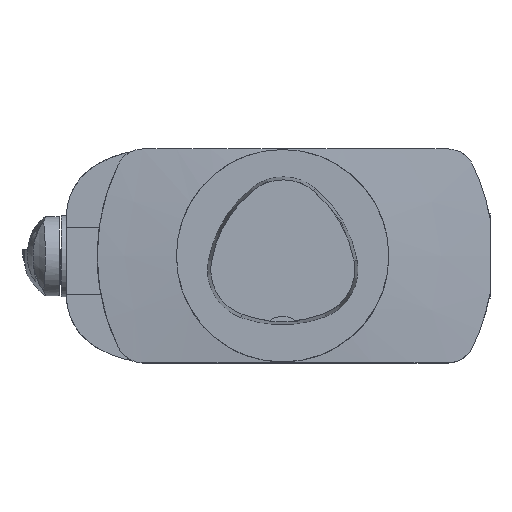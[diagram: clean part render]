
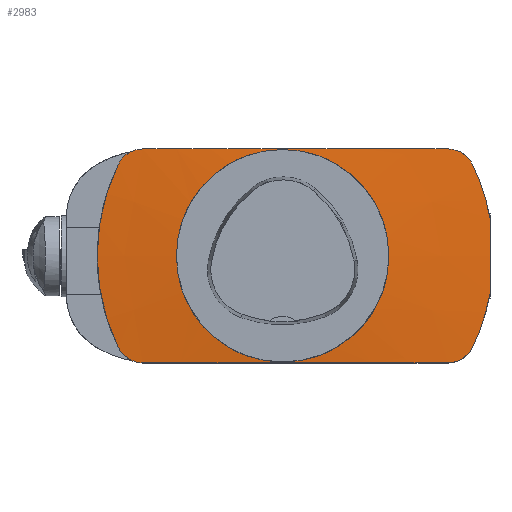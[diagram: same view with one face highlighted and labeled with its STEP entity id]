
A CAD part, top view. The second image highlights one B-rep face of the part: STEP entity #2983.
In plain terms, the highlighted conical face has half-angle 85 degrees and reference radius 31.5 mm.
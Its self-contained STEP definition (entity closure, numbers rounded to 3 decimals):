
#2331=CONICAL_SURFACE('',#10597,31.5,85.);
#2450=B_SPLINE_CURVE_WITH_KNOTS('',3,(#13518,#13519,#13520,#13521,#13522,
#13523),.UNSPECIFIED.,.F.,.F.,(4,2,4),(0.,0.5,1.),.UNSPECIFIED.);
#2451=B_SPLINE_CURVE_WITH_KNOTS('',3,(#13543,#13544,#13545,#13546,#13547,
#13548,#13549,#13550,#13551,#13552),.UNSPECIFIED.,.F.,.F.,(4,2,2,2,4),(0.,
0.25,0.5,0.75,1.),.UNSPECIFIED.);
#2456=B_SPLINE_CURVE_WITH_KNOTS('',3,(#13603,#13604,#13605,#13606),
 .UNSPECIFIED.,.F.,.F.,(4,4),(0.,1.),.UNSPECIFIED.);
#2457=B_SPLINE_CURVE_WITH_KNOTS('',3,(#13607,#13608,#13609,#13610),
 .UNSPECIFIED.,.F.,.F.,(4,4),(0.,1.),.UNSPECIFIED.);
#2458=B_SPLINE_CURVE_WITH_KNOTS('',3,(#13612,#13613,#13614,#13615,#13616,
#13617),.UNSPECIFIED.,.F.,.F.,(4,2,4),(0.,0.5,1.),.UNSPECIFIED.);
#2459=B_SPLINE_CURVE_WITH_KNOTS('',3,(#13619,#13620,#13621,#13622),
 .UNSPECIFIED.,.F.,.F.,(4,4),(0.,1.),.UNSPECIFIED.);
#2460=B_SPLINE_CURVE_WITH_KNOTS('',3,(#13623,#13624,#13625,#13626),
 .UNSPECIFIED.,.F.,.F.,(4,4),(0.,1.),.UNSPECIFIED.);
#2461=B_SPLINE_CURVE_WITH_KNOTS('',3,(#13627,#13628,#13629,#13630),
 .UNSPECIFIED.,.F.,.F.,(4,4),(0.,1.),.UNSPECIFIED.);
#2844=FACE_BOUND('',#4160,.T.);
#2845=FACE_BOUND('',#4161,.T.);
#2983=ADVANCED_FACE('',(#2844,#2845),#2331,.T.);
#4160=EDGE_LOOP('',(#4984));
#4161=EDGE_LOOP('',(#4985,#4986,#4987,#4988,#4989,#4990,#4991,#4992,#4993,
#4994));
#4672=CIRCLE('',#10566,31.5);
#4679=CIRCLE('',#10591,62.5);
#4682=CIRCLE('',#10595,62.5);
#4984=ORIENTED_EDGE('',*,*,#7926,.T.);
#4985=ORIENTED_EDGE('',*,*,#7984,.F.);
#4986=ORIENTED_EDGE('',*,*,#7982,.F.);
#4987=ORIENTED_EDGE('',*,*,#7985,.T.);
#4988=ORIENTED_EDGE('',*,*,#7986,.F.);
#4989=ORIENTED_EDGE('',*,*,#7987,.T.);
#4990=ORIENTED_EDGE('',*,*,#7966,.T.);
#4991=ORIENTED_EDGE('',*,*,#7988,.T.);
#4992=ORIENTED_EDGE('',*,*,#7955,.F.);
#4993=ORIENTED_EDGE('',*,*,#7989,.T.);
#4994=ORIENTED_EDGE('',*,*,#7974,.F.);
#7167=VERTEX_POINT('',#13461);
#7193=VERTEX_POINT('',#13517);
#7194=VERTEX_POINT('',#13524);
#7198=VERTEX_POINT('',#13542);
#7199=VERTEX_POINT('',#13553);
#7204=VERTEX_POINT('',#13580);
#7205=VERTEX_POINT('',#13582);
#7210=VERTEX_POINT('',#13598);
#7211=VERTEX_POINT('',#13600);
#7212=VERTEX_POINT('',#13611);
#7213=VERTEX_POINT('',#13618);
#7926=EDGE_CURVE('',#7167,#7167,#4672,.T.);
#7955=EDGE_CURVE('',#7193,#7194,#2450,.T.);
#7966=EDGE_CURVE('',#7199,#7198,#2451,.T.);
#7974=EDGE_CURVE('',#7204,#7205,#4679,.T.);
#7982=EDGE_CURVE('',#7210,#7211,#4682,.T.);
#7984=EDGE_CURVE('',#7211,#7204,#2456,.T.);
#7985=EDGE_CURVE('',#7210,#7212,#2457,.T.);
#7986=EDGE_CURVE('',#7213,#7212,#2458,.T.);
#7987=EDGE_CURVE('',#7213,#7199,#2459,.T.);
#7988=EDGE_CURVE('',#7198,#7194,#2460,.T.);
#7989=EDGE_CURVE('',#7193,#7205,#2461,.T.);
#10566=AXIS2_PLACEMENT_3D('',#13460,#11376,#11377);
#10591=AXIS2_PLACEMENT_3D('',#13581,#11452,#11453);
#10595=AXIS2_PLACEMENT_3D('',#13599,#11464,#11465);
#10597=AXIS2_PLACEMENT_3D('',#13631,#11469,#11470);
#11376=DIRECTION('',(0.,0.,-1.));
#11377=DIRECTION('',(-1.,0.,0.));
#11452=DIRECTION('',(0.,0.,-1.));
#11453=DIRECTION('',(-1.,0.,0.));
#11464=DIRECTION('',(0.,0.,-1.));
#11465=DIRECTION('',(-1.,0.,0.));
#11469=DIRECTION('',(0.,0.,-1.));
#11470=DIRECTION('',(-1.,0.,0.));
#13460=CARTESIAN_POINT('',(0.,0.,-22.1));
#13461=CARTESIAN_POINT('',(-31.5,0.,-22.1));
#13517=CARTESIAN_POINT('',(49.077,-31.7,-24.456));
#13518=CARTESIAN_POINT('',(49.077,-31.7,-24.456));
#13519=CARTESIAN_POINT('',(34.001,-31.7,-23.348));
#13520=CARTESIAN_POINT('',(18.923,-31.7,-22.295));
#13521=CARTESIAN_POINT('',(-11.309,-31.7,-21.98));
#13522=CARTESIAN_POINT('',(-26.44,-31.7,-22.866));
#13523=CARTESIAN_POINT('',(-41.521,-31.7,-23.914));
#13524=CARTESIAN_POINT('',(-41.521,-31.7,-23.914));
#13542=CARTESIAN_POINT('',(-48.71,-27.211,-24.226));
#13543=CARTESIAN_POINT('',(-48.71,27.211,-24.226));
#13544=CARTESIAN_POINT('',(-50.769,22.995,-24.203));
#13545=CARTESIAN_POINT('',(-52.336,18.588,-24.186));
#13546=CARTESIAN_POINT('',(-54.467,9.388,-24.162));
#13547=CARTESIAN_POINT('',(-54.999,4.69,-24.156));
#13548=CARTESIAN_POINT('',(-55.001,-4.664,-24.156));
#13549=CARTESIAN_POINT('',(-54.46,-9.416,-24.162));
#13550=CARTESIAN_POINT('',(-52.344,-18.554,-24.185));
#13551=CARTESIAN_POINT('',(-50.784,-22.964,-24.203));
#13552=CARTESIAN_POINT('',(-48.71,-27.211,-24.226));
#13553=CARTESIAN_POINT('',(-48.71,27.211,-24.226));
#13580=CARTESIAN_POINT('',(61.5,-11.136,-24.812));
#13581=CARTESIAN_POINT('',(0.,0.,-24.812));
#13582=CARTESIAN_POINT('',(56.281,-27.179,-24.812));
#13598=CARTESIAN_POINT('',(56.281,27.179,-24.812));
#13599=CARTESIAN_POINT('',(0.,0.,-24.812));
#13600=CARTESIAN_POINT('',(61.5,11.136,-24.812));
#13603=CARTESIAN_POINT('',(61.5,11.136,-24.812));
#13604=CARTESIAN_POINT('',(61.5,3.715,-24.696));
#13605=CARTESIAN_POINT('',(61.5,-3.711,-24.696));
#13606=CARTESIAN_POINT('',(61.5,-11.136,-24.812));
#13607=CARTESIAN_POINT('',(56.281,27.179,-24.812));
#13608=CARTESIAN_POINT('',(54.969,29.897,-24.812));
#13609=CARTESIAN_POINT('',(52.087,31.7,-24.677));
#13610=CARTESIAN_POINT('',(49.077,31.7,-24.456));
#13611=CARTESIAN_POINT('',(49.077,31.7,-24.456));
#13612=CARTESIAN_POINT('',(-41.521,31.7,-23.914));
#13613=CARTESIAN_POINT('',(-26.44,31.7,-22.866));
#13614=CARTESIAN_POINT('',(-11.309,31.7,-21.98));
#13615=CARTESIAN_POINT('',(18.923,31.7,-22.295));
#13616=CARTESIAN_POINT('',(34.001,31.7,-23.348));
#13617=CARTESIAN_POINT('',(49.077,31.7,-24.456));
#13618=CARTESIAN_POINT('',(-41.521,31.7,-23.914));
#13619=CARTESIAN_POINT('',(-41.521,31.7,-23.914));
#13620=CARTESIAN_POINT('',(-44.52,31.7,-24.123));
#13621=CARTESIAN_POINT('',(-47.39,29.912,-24.24));
#13622=CARTESIAN_POINT('',(-48.71,27.211,-24.226));
#13623=CARTESIAN_POINT('',(-48.71,-27.211,-24.226));
#13624=CARTESIAN_POINT('',(-47.39,-29.912,-24.24));
#13625=CARTESIAN_POINT('',(-44.52,-31.7,-24.123));
#13626=CARTESIAN_POINT('',(-41.521,-31.7,-23.914));
#13627=CARTESIAN_POINT('',(49.077,-31.7,-24.456));
#13628=CARTESIAN_POINT('',(52.087,-31.7,-24.677));
#13629=CARTESIAN_POINT('',(54.968,-29.897,-24.812));
#13630=CARTESIAN_POINT('',(56.281,-27.179,-24.812));
#13631=CARTESIAN_POINT('',(0.,0.,-22.1));
